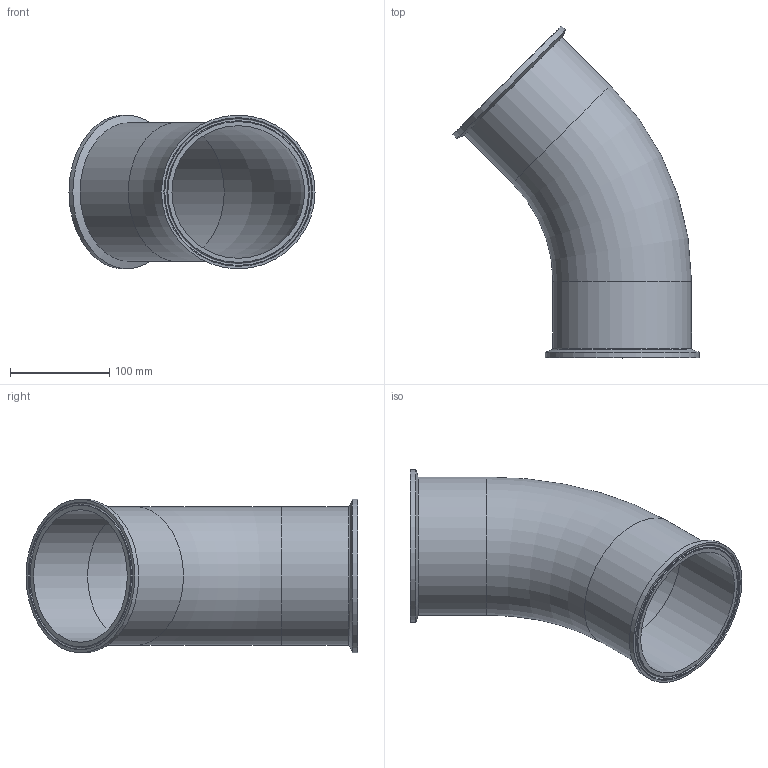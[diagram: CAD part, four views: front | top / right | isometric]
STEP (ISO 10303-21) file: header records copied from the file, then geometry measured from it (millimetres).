
FILE_DESCRIPTION(/* description */ (''),/* implementation_level */ '2;1');
FILE_NAME(/* name */ '2KMD 50.stp',/* time_stamp */ '2022-04-11T18:40:55+09:00',/* author */ ('3dcad-eng'),/* organization */ (''),/* preprocessor_version */ 'ST-DEVELOPER v18.1',/* originating_system */ 'Autodesk Inventor 2022',/* authorisation */ '');
FILE_SCHEMA (('AUTOMOTIVE_DESIGN { 1 0 10303 214 3 1 1 }'));
Length unit declared in the file: millimetre
Products named in the file (1): 2KMD 50
Bounding box: 248.27 x 334.77 x 155 mm (x, y, z)
Volume: 457232.1 mm3; surface area: 290720.1 mm2
Topology: 1 solids, 1 shells, 23 faces, 52 edges, 33 vertices
Faces by surface type: torus 7, cone 6, cylinder 6, plane 4
Full cylindrical faces by diameter (mm): 133.8 x2, 139.8 x2, 155 x2
Entity records: 711 total; most frequent: DIRECTION 140, CARTESIAN_POINT 109, ORIENTED_EDGE 104, AXIS2_PLACEMENT_3D 64, EDGE_CURVE 52, CIRCLE 40, VERTEX_POINT 33, EDGE_LOOP 27
